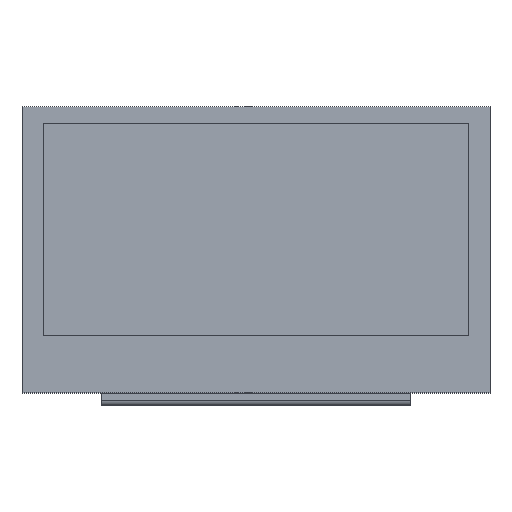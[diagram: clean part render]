
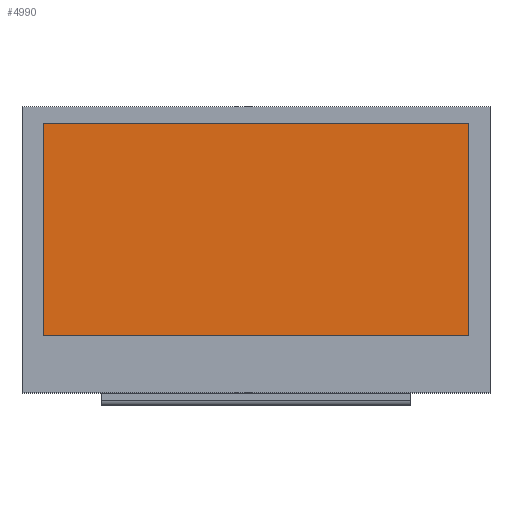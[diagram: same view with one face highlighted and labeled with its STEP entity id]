
A CAD part, top view. The second image highlights one B-rep face of the part: STEP entity #4990.
In plain terms, the highlighted planar face has unit normal (0, 0, 1).
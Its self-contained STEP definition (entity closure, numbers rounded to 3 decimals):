
#390=FACE_OUTER_BOUND('',#651,.T.);
#651=EDGE_LOOP('',(#4417,#4418,#4419,#4420));
#1257=LINE('',#8190,#1876);
#1261=LINE('',#8197,#1880);
#1264=LINE('',#8203,#1883);
#1266=LINE('',#8206,#1885);
#1876=VECTOR('',#6343,10.);
#1880=VECTOR('',#6349,10.);
#1883=VECTOR('',#6354,10.);
#1885=VECTOR('',#6358,10.);
#2342=VERTEX_POINT('',#8187);
#2343=VERTEX_POINT('',#8189);
#2345=VERTEX_POINT('',#8195);
#2347=VERTEX_POINT('',#8201);
#3033=EDGE_CURVE('',#2342,#2343,#1257,.T.);
#3037=EDGE_CURVE('',#2345,#2342,#1261,.T.);
#3040=EDGE_CURVE('',#2347,#2345,#1264,.T.);
#3042=EDGE_CURVE('',#2343,#2347,#1266,.T.);
#4417=ORIENTED_EDGE('',*,*,#3042,.F.);
#4418=ORIENTED_EDGE('',*,*,#3033,.F.);
#4419=ORIENTED_EDGE('',*,*,#3037,.F.);
#4420=ORIENTED_EDGE('',*,*,#3040,.F.);
#4655=PLANE('',#5255);
#4990=ADVANCED_FACE('',(#390),#4655,.F.);
#5255=AXIS2_PLACEMENT_3D('',#8207,#6359,#6360);
#6343=DIRECTION('',(1.,0.,0.));
#6349=DIRECTION('',(0.,1.,0.));
#6354=DIRECTION('',(-1.,0.,0.));
#6358=DIRECTION('',(0.,-1.,0.));
#6359=DIRECTION('center_axis',(0.,0.,-1.));
#6360=DIRECTION('ref_axis',(-1.,0.,0.));
#8187=CARTESIAN_POINT('',(-27.505,16.4,2.));
#8189=CARTESIAN_POINT('',(27.505,16.4,2.));
#8190=CARTESIAN_POINT('',(13.753,16.4,2.));
#8195=CARTESIAN_POINT('',(-27.505,-11.09,2.));
#8197=CARTESIAN_POINT('',(-27.505,9.528,2.));
#8201=CARTESIAN_POINT('',(27.505,-11.09,2.));
#8203=CARTESIAN_POINT('',(-13.753,-11.09,2.));
#8206=CARTESIAN_POINT('',(27.505,-4.218,2.));
#8207=CARTESIAN_POINT('Origin',(0.,2.655,2.));
